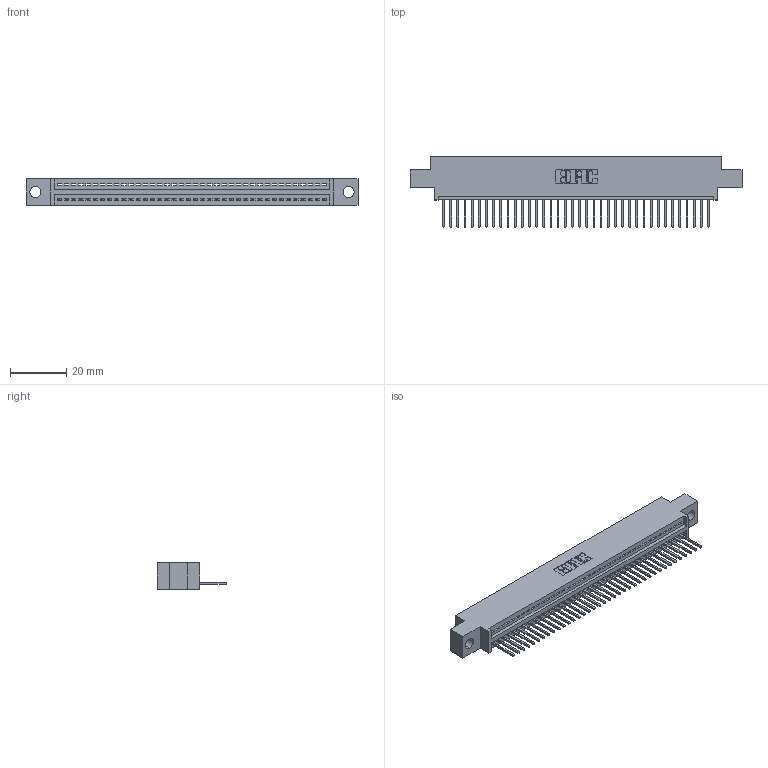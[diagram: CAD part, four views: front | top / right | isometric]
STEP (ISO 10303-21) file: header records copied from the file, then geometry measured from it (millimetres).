
FILE_DESCRIPTION (( 'STEP AP203' ), '1' );
FILE_NAME ('345-038-523-604.STEP', '2021-05-26T14:53:43', ( '' ), ( '' ), 'SwSTEP 2.0', 'SolidWorks 2020', '' );
FILE_SCHEMA (( 'CONFIG_CONTROL_DESIGN' ));
Length unit declared in the file: inch
Products named in the file (3): 345-292-001_345-293-123; 345-038-523-604; 345 Part_0.170 Offset - 0.156 Dia-TI
Assembly tree (39 placements, depth 2):
  345-038-523-604
    345 Part_0.170 Offset - 0.156 Dia-TI
    345-292-001_345-293-123  x38
Bounding box: 117.73 x 24.82 x 9.4 mm (x, y, z)
Volume: 10915.2 mm3; surface area: 14461.4 mm2
Topology: 39 solids, 39 shells, 2348 faces, 7077 edges, 4666 vertices
Faces by surface type: plane 1618, cylinder 730
Entity records: 29707 total; most frequent: CARTESIAN_POINT 5156, ORIENTED_EDGE 5126, DIRECTION 4507, EDGE_CURVE 2563, LINE 2279, VECTOR 2279, VERTEX_POINT 1706, AXIS2_PLACEMENT_3D 1114
